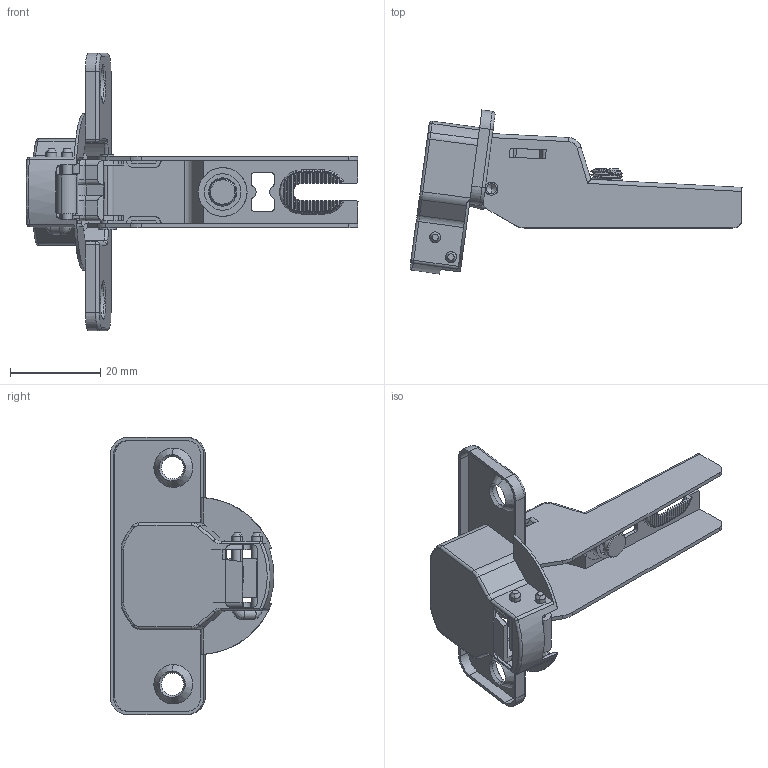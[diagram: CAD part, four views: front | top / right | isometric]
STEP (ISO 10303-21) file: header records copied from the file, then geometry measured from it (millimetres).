
FILE_DESCRIPTION (( 'STEP AP214' ), '1' );
FILE_NAME ('F000111-CLOSED_3D.step', '2022-06-06T12:58:33', ( '' ), ( '' ), 'SwSTEP 2.0', 'SolidWorks 2020', '' );
FILE_SCHEMA (( 'AUTOMOTIVE_DESIGN' ));
Length unit declared in the file: millimetre
Products named in the file (9): md29-186-6-NS40; md29-178-6-NS40; 覃誹蹟佪 - A1-1-NS40; F000111-CLOSED_3D; a19-06lz-2-NS40; 邧渀-8-NS40; A18-03b-NS40; c30-b2-6-NS40; C31A48-8-NS40
Assembly tree (8 placements, depth 2):
  F000111-CLOSED_3D
    A18-03b-NS40
    a19-06lz-2-NS40
    C31A48-8-NS40
    md29-178-6-NS40
    md29-186-6-NS40
    邧渀-8-NS40
    c30-b2-6-NS40
    覃誹蹟佪 - A1-1-NS40
Bounding box: 73.61 x 36.32 x 61.5 mm (x, y, z)
Volume: 6201.3 mm3; surface area: 15157.1 mm2
Topology: 8 solids, 8 shells, 760 faces, 2076 edges, 1319 vertices
Faces by surface type: plane 376, cylinder 268, bspline 83, cone 33
Entity records: 36602 total; most frequent: CARTESIAN_POINT 18336, ORIENTED_EDGE 4120, DIRECTION 3257, EDGE_CURVE 2060, VERTEX_POINT 1319, AXIS2_PLACEMENT_3D 1100, LINE 1057, VECTOR 1057
